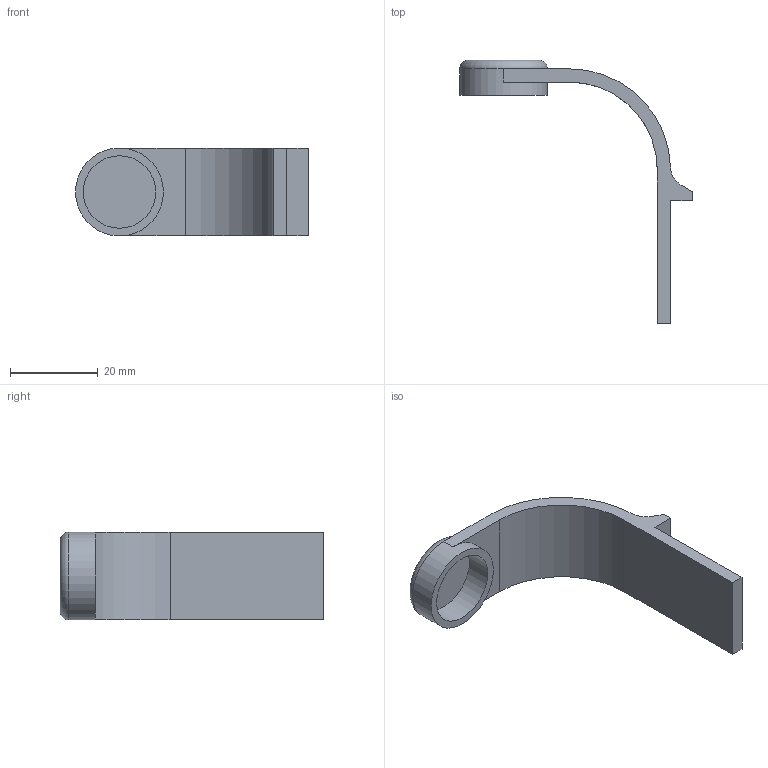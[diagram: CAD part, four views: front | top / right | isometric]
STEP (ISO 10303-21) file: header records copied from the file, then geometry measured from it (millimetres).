
FILE_DESCRIPTION(/* description */ (''),/* implementation_level */ '2;1');
FILE_NAME(/* name */ 'Elevation Potentiometer Holder.stp',/* time_stamp */ '2018-04-22T20:04:28+01:00',/* author */ ('Eddie the Computer'),/* organization */ (''),/* preprocessor_version */ 'ST-DEVELOPER v15.2',/* originating_system */ 'Autodesk Inventor 2014',/* authorisation */ '');
FILE_SCHEMA (('AUTOMOTIVE_DESIGN { 1 0 10303 214 3 1 1 }'));
Length unit declared in the file: millimetre
Products named in the file (1): Holder2
Bounding box: 53 x 60 x 20 mm (x, y, z)
Volume: 6108.8 mm3; surface area: 5075.4 mm2
Topology: 1 solids, 1 shells, 19 faces, 46 edges, 30 vertices
Faces by surface type: plane 13, cylinder 5, torus 1
Full cylindrical faces by diameter (mm): 16.5 x1, 20 x1
Entity records: 545 total; most frequent: DIRECTION 94, CARTESIAN_POINT 89, ORIENTED_EDGE 82, EDGE_CURVE 41, AXIS2_PLACEMENT_3D 33, LINE 28, VECTOR 28, VERTEX_POINT 28
